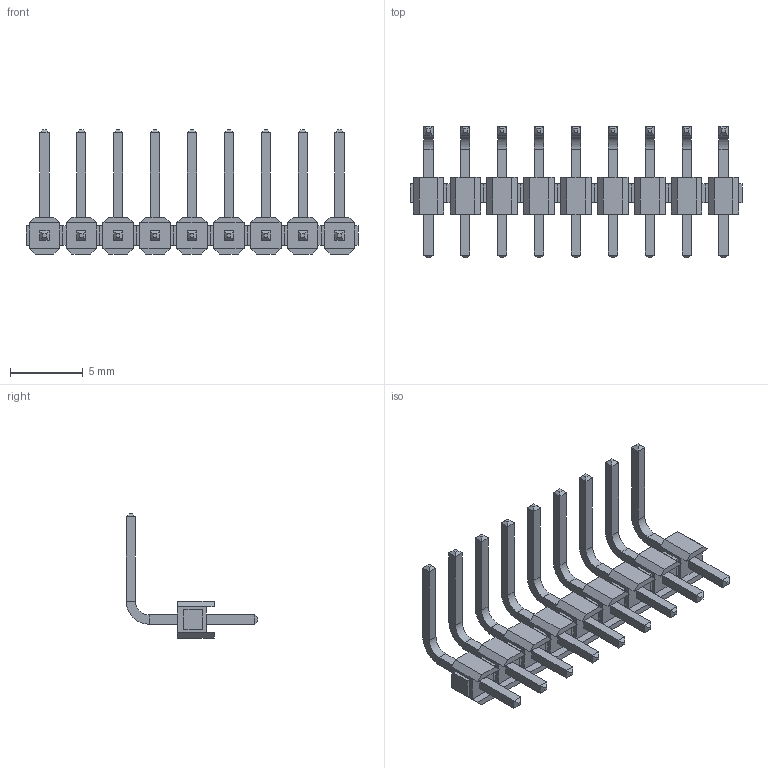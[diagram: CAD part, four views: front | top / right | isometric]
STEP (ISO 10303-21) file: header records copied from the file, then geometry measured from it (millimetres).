
FILE_DESCRIPTION (( 'STEP AP214' ), '1' );
FILE_NAME ('PLSR-09.STEP', '2019-06-28T12:22:26', ( '' ), ( '' ), 'SwSTEP 2.0', 'SolidWorks 2018', '' );
FILE_SCHEMA (( 'AUTOMOTIVE_DESIGN' ));
Length unit declared in the file: millimetre
Products named in the file (1): PLSR-09
Bounding box: 22.86 x 9.07 x 8.54 mm (x, y, z)
Volume: 152.7 mm3; surface area: 616.6 mm2
Topology: 18 solids, 18 shells, 459 faces, 1008 edges, 612 vertices
Faces by surface type: plane 441, cylinder 18
Entity records: 17354 total; most frequent: CARTESIAN_POINT 2080, ORIENTED_EDGE 2016, DIRECTION 1964, EDGE_CURVE 1008, LINE 972, VECTOR 972, VERTEX_POINT 612, AXIS2_PLACEMENT_3D 496
